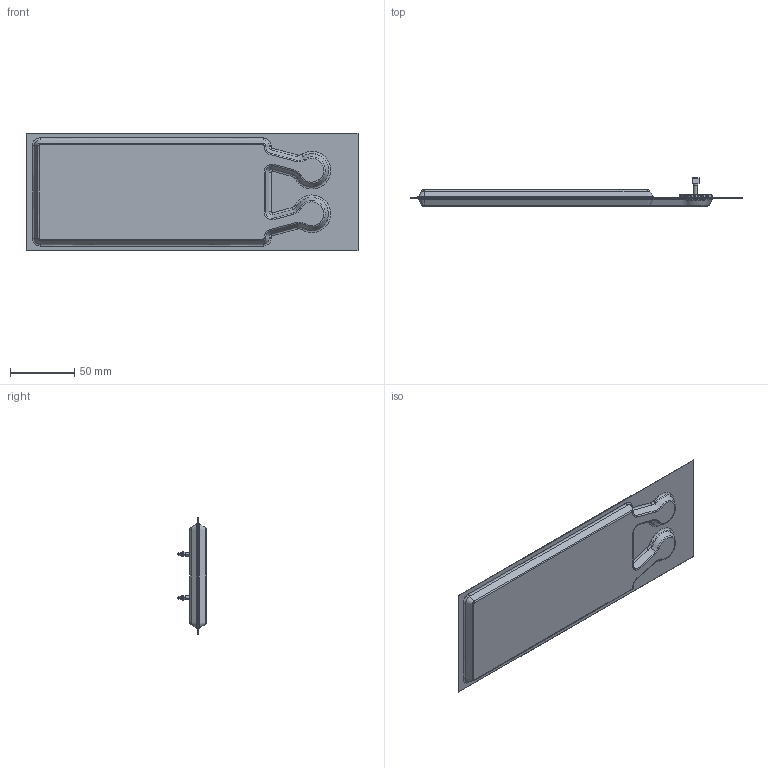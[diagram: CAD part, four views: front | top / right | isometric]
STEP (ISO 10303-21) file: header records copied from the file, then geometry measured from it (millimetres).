
FILE_DESCRIPTION (( 'STEP AP214' ), '1' );
FILE_NAME ('抸倳.STEP', '2016-12-27T09:54:32', ( 'konstruktor_7' ), ( '' ), 'SwSTEP 2.0', 'SolidWorks 2013', '' );
FILE_SCHEMA (( 'AUTOMOTIVE_DESIGN' ));
Length unit declared in the file: millimetre
Products named in the file (1): 抸倳
Bounding box: 259 x 22.13 x 92 mm (x, y, z)
Surface area: 54600.7 mm2 (no closed solid volume)
Topology: 0 solids, 12 shells, 138 faces, 412 edges, 272 vertices
Faces by surface type: bspline 78, plane 30, cylinder 14, cone 12, torus 4
Entity records: 16355 total; most frequent: CARTESIAN_POINT 11740, ORIENTED_EDGE 724, DIRECTION 466, EDGE_CURVE 404, VERTEX_POINT 272, AXIS2_PLACEMENT_3D 185, B_SPLINE_CURVE_WITH_KNOTS 184, EDGE_LOOP 148
